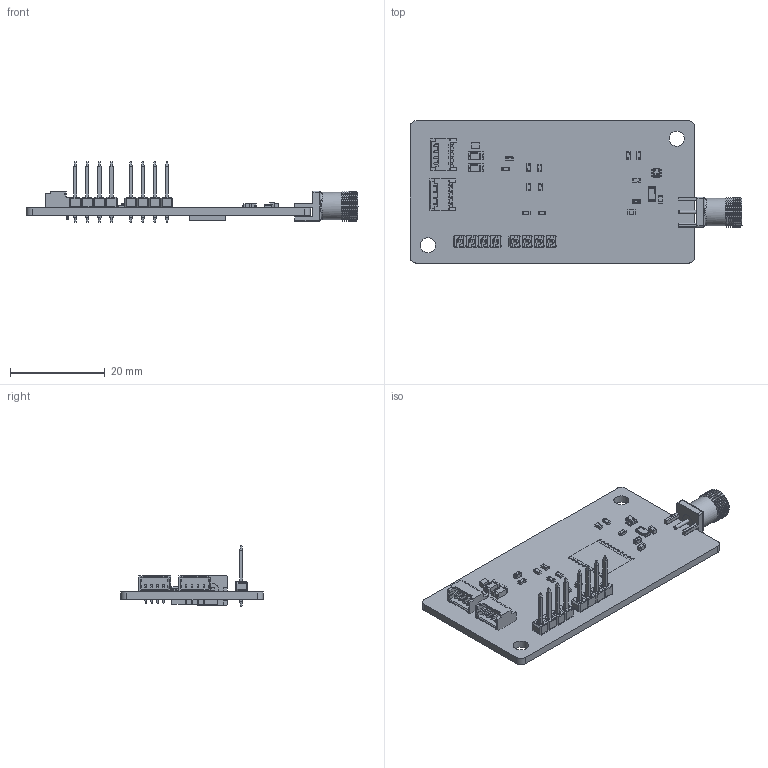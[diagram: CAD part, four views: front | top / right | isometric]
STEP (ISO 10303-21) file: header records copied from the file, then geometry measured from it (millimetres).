
FILE_DESCRIPTION(('Open CASCADE Model'),'2;1');
FILE_NAME('Open CASCADE Shape Model','2024-11-19T12:42:22',('Author'),( 'Open CASCADE'),'Open CASCADE STEP processor 7.5','Open CASCADE 7.5' ,'Unknown');
FILE_SCHEMA(('AUTOMOTIVE_DESIGN { 1 0 10303 214 1 1 1 1 }'));
Length unit declared in the file: millimetre
Products named in the file (81): PCB; Board; Open CASCADE STEP translator 7.5 1.1.1; J4; 897086736; Open CASCADE STEP translator 7.5 1.2.1.1; Open CASCADE STEP translator 7.5 1.2.1.2; J3; U1; IC_ON_Semiconductor_NC7WZ07P6X_eec; IC_BODY; IC_LEG; ON Semiconductor; circle; R6; Res_Yageo_AC0603FR-07180RL_eec; terminal; body; top; logo; D1; 1164562288; Extruded; 1164562128; R9; R8; R7; R5; Res_Yageo_AC1206JR-07390RL_eec; 1; 2; 3; 4; R3; R4; R2; R1; L1; Ind_Murata_LQG18HH10NJ00J_eec; Murata Logo 3 ...
Assembly tree (99 placements, depth 4):
  PCB
    Board
      Open CASCADE STEP translator 7.5 1.1.1
    J4
      897086736
        Open CASCADE STEP translator 7.5 1.2.1.1
        Open CASCADE STEP translator 7.5 1.2.1.2
    J3
      897086736
        Open CASCADE STEP translator 7.5 1.2.1.1
        Open CASCADE STEP translator 7.5 1.2.1.2
    U1
      IC_ON_Semiconductor_NC7WZ07P6X_eec
        IC_BODY
        IC_LEG  x6
        ON Semiconductor
        circle
    R6
      Res_Yageo_AC0603FR-07180RL_eec
        terminal
        body
        top
        logo
    D1
      1164562288
        Extruded
      1164562128
        Extruded
    R9
      Res_Yageo_AC0603FR-07180RL_eec
        terminal
        body
        top
        logo
    R8
      Res_Yageo_AC0603FR-07180RL_eec
        terminal
        body
        top
        logo
    R7
      Res_Yageo_AC0603FR-07180RL_eec
        terminal
        body
        top
        logo
    R5
      Res_Yageo_AC1206JR-07390RL_eec
        1
        2
        3
        4
    R3
      Res_Yageo_AC0603FR-07180RL_eec
        terminal
        body
        top
        logo
    R4
      Res_Yageo_AC0603FR-07180RL_eec
Bounding box: 70.03 x 29.99 x 12.83 mm (x, y, z)
Volume: 3544.9 mm3; surface area: 6097.4 mm2
Topology: 192 solids, 192 shells, 3742 faces, 9593 edges, 6319 vertices
Faces by surface type: plane 2550, cylinder 565, bspline 540, sphere 58, cone 17, torus 12
Full cylindrical faces by diameter (mm): 0.043 x8, 0.2 x1, 0.55 x8, 0.76 x2, 1.122 x2, 1.15 x8, 2.8 x2, 3.2 x2, 4.697 x2, 5.292 x1, 5.8 x9, 6.35 x8
Entity records: 73814 total; most frequent: CARTESIAN_POINT 17311, ORIENTED_EDGE 11504, DIRECTION 9992, EDGE_CURVE 5752, LINE 4158, VECTOR 4158, VERTEX_POINT 3753, AXIS2_PLACEMENT_3D 2917
